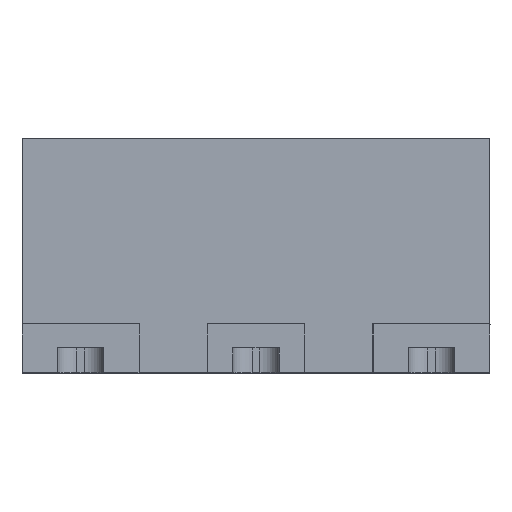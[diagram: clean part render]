
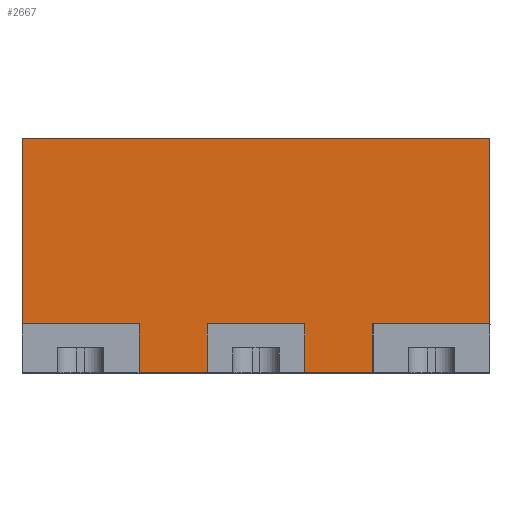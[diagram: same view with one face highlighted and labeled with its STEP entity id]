
A CAD part, top view. The second image highlights one B-rep face of the part: STEP entity #2667.
In plain terms, the highlighted planar face has unit normal (0, 0, 1).
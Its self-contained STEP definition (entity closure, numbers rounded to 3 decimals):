
#305=ORIENTED_EDGE('',*,*,#968,.F.);
#306=ORIENTED_EDGE('',*,*,#972,.T.);
#307=ORIENTED_EDGE('',*,*,#1027,.T.);
#308=ORIENTED_EDGE('',*,*,#979,.F.);
#309=ORIENTED_EDGE('',*,*,#981,.T.);
#310=ORIENTED_EDGE('',*,*,#983,.T.);
#311=ORIENTED_EDGE('',*,*,#1028,.T.);
#312=ORIENTED_EDGE('',*,*,#990,.F.);
#313=ORIENTED_EDGE('',*,*,#993,.T.);
#314=ORIENTED_EDGE('',*,*,#1029,.F.);
#315=ORIENTED_EDGE('',*,*,#1019,.F.);
#316=ORIENTED_EDGE('',*,*,#1030,.T.);
#968=EDGE_CURVE('',#1343,#1344,#1608,.T.);
#972=EDGE_CURVE('',#1343,#1345,#1612,.T.);
#979=EDGE_CURVE('',#1351,#1350,#1617,.T.);
#981=EDGE_CURVE('',#1351,#1352,#1619,.T.);
#983=EDGE_CURVE('',#1352,#1353,#1621,.T.);
#990=EDGE_CURVE('',#1359,#1358,#1626,.T.);
#993=EDGE_CURVE('',#1359,#1361,#1629,.T.);
#1019=EDGE_CURVE('',#1380,#1381,#1651,.T.);
#1027=EDGE_CURVE('',#1345,#1350,#1659,.T.);
#1028=EDGE_CURVE('',#1353,#1358,#1660,.T.);
#1029=EDGE_CURVE('',#1381,#1361,#1661,.T.);
#1030=EDGE_CURVE('',#1380,#1344,#1662,.T.);
#1343=VERTEX_POINT('',#4629);
#1344=VERTEX_POINT('',#4630);
#1345=VERTEX_POINT('',#4635);
#1350=VERTEX_POINT('',#4648);
#1351=VERTEX_POINT('',#4650);
#1352=VERTEX_POINT('',#4654);
#1353=VERTEX_POINT('',#4658);
#1358=VERTEX_POINT('',#4671);
#1359=VERTEX_POINT('',#4673);
#1361=VERTEX_POINT('',#4679);
#1380=VERTEX_POINT('',#4735);
#1381=VERTEX_POINT('',#4736);
#1608=LINE('',#4628,#1930);
#1612=LINE('',#4636,#1934);
#1617=LINE('',#4651,#1939);
#1619=LINE('',#4655,#1941);
#1621=LINE('',#4659,#1943);
#1626=LINE('',#4674,#1948);
#1629=LINE('',#4680,#1951);
#1651=LINE('',#4734,#1973);
#1659=LINE('',#4748,#1981);
#1660=LINE('',#4749,#1982);
#1661=LINE('',#4750,#1983);
#1662=LINE('',#4751,#1984);
#1930=VECTOR('',#3853,1000.);
#1934=VECTOR('',#3859,1000.);
#1939=VECTOR('',#3872,1000.);
#1941=VECTOR('',#3876,1000.);
#1943=VECTOR('',#3880,1000.);
#1948=VECTOR('',#3893,1000.);
#1951=VECTOR('',#3898,1000.);
#1973=VECTOR('',#3948,1000.);
#1981=VECTOR('',#3960,1000.);
#1982=VECTOR('',#3961,1000.);
#1983=VECTOR('',#3962,1000.);
#1984=VECTOR('',#3963,1000.);
#2246=EDGE_LOOP('',(#305,#306,#307,#308,#309,#310,#311,#312,#313,#314,#315,
#316));
#2398=FACE_BOUND('',#2246,.T.);
#2541=PLANE('',#3580);
#2667=ADVANCED_FACE('',(#2398),#2541,.F.);
#3580=AXIS2_PLACEMENT_3D('',#4747,#3958,#3959);
#3853=DIRECTION('',(-1.,0.,0.));
#3859=DIRECTION('',(0.,-1.,0.));
#3872=DIRECTION('',(0.,-1.,0.));
#3876=DIRECTION('',(1.,0.,0.));
#3880=DIRECTION('',(0.,-1.,0.));
#3893=DIRECTION('',(0.,-1.,0.));
#3898=DIRECTION('',(1.,0.,0.));
#3948=DIRECTION('',(1.,0.,0.));
#3958=DIRECTION('',(0.,0.,-1.));
#3959=DIRECTION('',(-1.,0.,0.));
#3960=DIRECTION('',(1.,0.,0.));
#3961=DIRECTION('',(1.,0.,0.));
#3962=DIRECTION('',(0.,-1.,0.));
#3963=DIRECTION('',(0.,-1.,0.));
#4628=CARTESIAN_POINT('',(-0.39,0.125,0.6));
#4629=CARTESIAN_POINT('',(-0.3,0.125,0.6));
#4630=CARTESIAN_POINT('',(-0.6,0.125,0.6));
#4635=CARTESIAN_POINT('',(-0.3,0.,0.6));
#4636=CARTESIAN_POINT('',(-0.3,0.125,0.6));
#4648=CARTESIAN_POINT('',(-0.125,0.,0.6));
#4650=CARTESIAN_POINT('',(-0.125,0.125,0.6));
#4651=CARTESIAN_POINT('',(-0.125,0.125,0.6));
#4654=CARTESIAN_POINT('',(0.125,0.125,0.6));
#4655=CARTESIAN_POINT('',(-0.6,0.125,0.6));
#4658=CARTESIAN_POINT('',(0.125,0.,0.6));
#4659=CARTESIAN_POINT('',(0.125,0.125,0.6));
#4671=CARTESIAN_POINT('',(0.3,0.,0.6));
#4673=CARTESIAN_POINT('',(0.3,0.125,0.6));
#4674=CARTESIAN_POINT('',(0.3,0.125,0.6));
#4679=CARTESIAN_POINT('',(0.6,0.125,0.6));
#4680=CARTESIAN_POINT('',(0.39,0.125,0.6));
#4734=CARTESIAN_POINT('',(-0.6,0.6,0.6));
#4735=CARTESIAN_POINT('',(-0.6,0.6,0.6));
#4736=CARTESIAN_POINT('',(0.6,0.6,0.6));
#4747=CARTESIAN_POINT('',(-0.6,0.6,0.6));
#4748=CARTESIAN_POINT('',(-0.6,0.,0.6));
#4749=CARTESIAN_POINT('',(-0.6,0.,0.6));
#4750=CARTESIAN_POINT('',(0.6,0.6,0.6));
#4751=CARTESIAN_POINT('',(-0.6,0.6,0.6));
